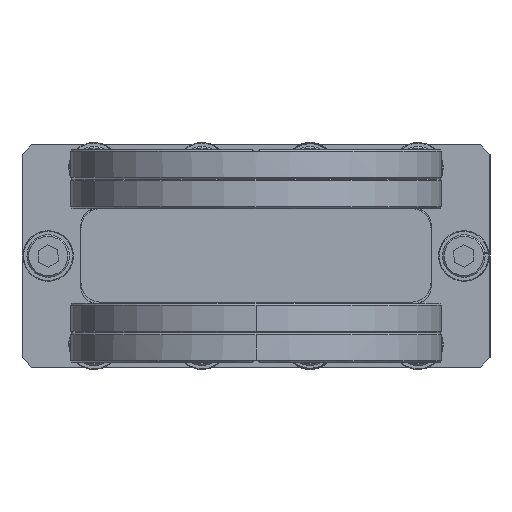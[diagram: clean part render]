
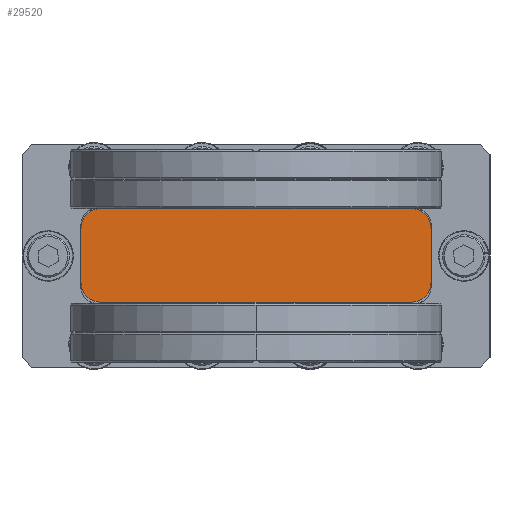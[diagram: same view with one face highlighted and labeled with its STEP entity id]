
A CAD part, front view. The second image highlights one B-rep face of the part: STEP entity #29520.
In plain terms, the highlighted planar face has unit normal (0, -1, 0).
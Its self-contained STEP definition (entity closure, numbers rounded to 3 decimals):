
#84 = EDGE_CURVE ( 'NONE', #7018, #23013, #17654, .T. ) ;
#192 = ORIENTED_EDGE ( 'NONE', *, *, #14810, .T. ) ;
#402 = CARTESIAN_POINT ( 'NONE',  ( 53.5, -3., 8.5 ) ) ;
#720 = VERTEX_POINT ( 'NONE', #27102 ) ;
#1421 = VERTEX_POINT ( 'NONE', #5846 ) ;
#1627 = CARTESIAN_POINT ( 'NONE',  ( 47.5, -3., -14.1 ) ) ;
#1914 = DIRECTION ( 'NONE',  ( 0., -1., 0. ) ) ;
#2358 = EDGE_CURVE ( 'NONE', #29516, #720, #20160, .T. ) ;
#4086 = DIRECTION ( 'NONE',  ( 1., 0., 0. ) ) ;
#5324 = CARTESIAN_POINT ( 'NONE',  ( -47.5, -3., -8.1 ) ) ;
#5778 = DIRECTION ( 'NONE',  ( 1., 0., 0. ) ) ;
#5846 = CARTESIAN_POINT ( 'NONE',  ( -47.5, -3., 14.5 ) ) ;
#5852 = AXIS2_PLACEMENT_3D ( 'NONE', #17786, #15290, #22482 ) ;
#6338 = VECTOR ( 'NONE', #29683, 1000. ) ;
#6592 = CARTESIAN_POINT ( 'NONE',  ( -53.5, -3., 8.5 ) ) ;
#6648 = EDGE_CURVE ( 'NONE', #1421, #29516, #11336, .T. ) ;
#6790 = ORIENTED_EDGE ( 'NONE', *, *, #2358, .T. ) ;
#6830 = AXIS2_PLACEMENT_3D ( 'NONE', #10780, #20308, #18378 ) ;
#6839 = CARTESIAN_POINT ( 'NONE',  ( 47.5, -3., 14.5 ) ) ;
#6897 = EDGE_CURVE ( 'NONE', #8326, #1421, #11034, .T. ) ;
#7018 = VERTEX_POINT ( 'NONE', #27578 ) ;
#7798 = EDGE_CURVE ( 'NONE', #720, #7018, #28777, .T. ) ;
#7932 = EDGE_CURVE ( 'NONE', #16194, #8326, #17298, .T. ) ;
#8073 = ORIENTED_EDGE ( 'NONE', *, *, #6897, .T. ) ;
#8081 = DIRECTION ( 'NONE',  ( -1., 0., 0. ) ) ;
#8326 = VERTEX_POINT ( 'NONE', #6839 ) ;
#8351 = CARTESIAN_POINT ( 'NONE',  ( 53.5, -3., 8.5 ) ) ;
#10068 = LINE ( 'NONE', #402, #30632 ) ;
#10433 = CARTESIAN_POINT ( 'NONE',  ( -47.5, -3., 14.5 ) ) ;
#10780 = CARTESIAN_POINT ( 'NONE',  ( 47.5, -3., 8.5 ) ) ;
#10964 = DIRECTION ( 'NONE',  ( 1., 0., 0. ) ) ;
#11034 = LINE ( 'NONE', #10433, #26305 ) ;
#11336 = CIRCLE ( 'NONE', #5852, 6. ) ;
#12199 = DIRECTION ( 'NONE',  ( 1., 0., 0. ) ) ;
#13811 = AXIS2_PLACEMENT_3D ( 'NONE', #5324, #14862, #12199 ) ;
#14362 = VECTOR ( 'NONE', #5778, 1000. ) ;
#14810 = EDGE_CURVE ( 'NONE', #23013, #18056, #21751, .T. ) ;
#14862 = DIRECTION ( 'NONE',  ( 0., -1., 0. ) ) ;
#15229 = CARTESIAN_POINT ( 'NONE',  ( 53.5, -3., -8.1 ) ) ;
#15290 = DIRECTION ( 'NONE',  ( 0., -1., 0. ) ) ;
#15969 = PLANE ( 'NONE',  #24329 ) ;
#16194 = VERTEX_POINT ( 'NONE', #8351 ) ;
#17090 = DIRECTION ( 'NONE',  ( 0., 0., 1. ) ) ;
#17298 = CIRCLE ( 'NONE', #6830, 6. ) ;
#17334 = ORIENTED_EDGE ( 'NONE', *, *, #7932, .T. ) ;
#17501 = CARTESIAN_POINT ( 'NONE',  ( -47.5, -3., -14.1 ) ) ;
#17654 = LINE ( 'NONE', #17501, #14362 ) ;
#17786 = CARTESIAN_POINT ( 'NONE',  ( -47.5, -3., 8.5 ) ) ;
#18056 = VERTEX_POINT ( 'NONE', #15229 ) ;
#18247 = AXIS2_PLACEMENT_3D ( 'NONE', #20488, #30308, #10964 ) ;
#18378 = DIRECTION ( 'NONE',  ( 1., 0., 0. ) ) ;
#20160 = LINE ( 'NONE', #25008, #6338 ) ;
#20308 = DIRECTION ( 'NONE',  ( 0., -1., 0. ) ) ;
#20488 = CARTESIAN_POINT ( 'NONE',  ( 47.5, -3., -8.1 ) ) ;
#20639 = FACE_OUTER_BOUND ( 'NONE', #22395, .T. ) ;
#21094 = EDGE_CURVE ( 'NONE', #18056, #16194, #10068, .T. ) ;
#21751 = CIRCLE ( 'NONE', #18247, 6. ) ;
#22395 = EDGE_LOOP ( 'NONE', ( #17334, #8073, #23654, #6790, #25837, #25766, #192, #23484 ) ) ;
#22482 = DIRECTION ( 'NONE',  ( 1., 0., 0. ) ) ;
#23013 = VERTEX_POINT ( 'NONE', #1627 ) ;
#23484 = ORIENTED_EDGE ( 'NONE', *, *, #21094, .T. ) ;
#23654 = ORIENTED_EDGE ( 'NONE', *, *, #6648, .T. ) ;
#24329 = AXIS2_PLACEMENT_3D ( 'NONE', #25482, #1914, #4086 ) ;
#25008 = CARTESIAN_POINT ( 'NONE',  ( -53.5, -3., 8.5 ) ) ;
#25482 = CARTESIAN_POINT ( 'NONE',  ( -47.5, -3., 8.5 ) ) ;
#25766 = ORIENTED_EDGE ( 'NONE', *, *, #84, .T. ) ;
#25837 = ORIENTED_EDGE ( 'NONE', *, *, #7798, .T. ) ;
#26305 = VECTOR ( 'NONE', #8081, 1000. ) ;
#27102 = CARTESIAN_POINT ( 'NONE',  ( -53.5, -3., -8.1 ) ) ;
#27578 = CARTESIAN_POINT ( 'NONE',  ( -47.5, -3., -14.1 ) ) ;
#28777 = CIRCLE ( 'NONE', #13811, 6. ) ;
#29516 = VERTEX_POINT ( 'NONE', #6592 ) ;
#29520 = ADVANCED_FACE ( 'NONE', ( #20639 ), #15969, .T. ) ;
#29683 = DIRECTION ( 'NONE',  ( 0., 0., -1. ) ) ;
#30308 = DIRECTION ( 'NONE',  ( 0., -1., 0. ) ) ;
#30632 = VECTOR ( 'NONE', #17090, 1000. ) ;
